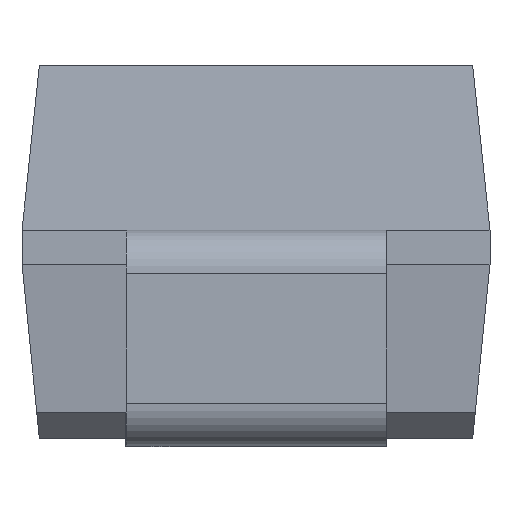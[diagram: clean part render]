
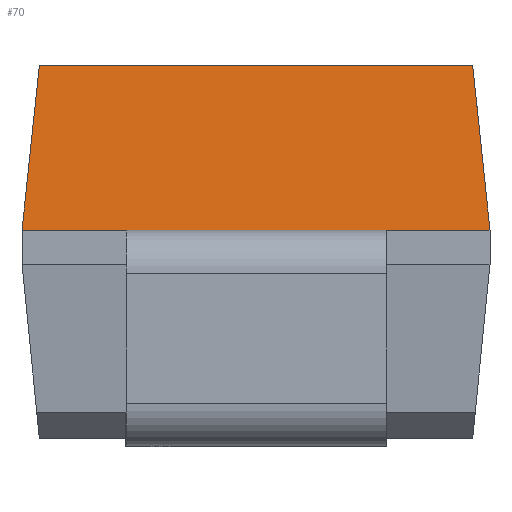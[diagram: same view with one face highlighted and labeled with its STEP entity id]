
A CAD part, left-side view. The second image highlights one B-rep face of the part: STEP entity #70.
In plain terms, the highlighted planar face has unit normal (-0.995, 0, 0.105).
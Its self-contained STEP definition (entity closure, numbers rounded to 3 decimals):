
#20 = DIRECTION ( 'NONE',  ( 0., -1., 0. ) ) ;
#26 = LINE ( 'NONE', #578, #1162 ) ;
#40 = EDGE_LOOP ( 'NONE', ( #131, #672, #1600, #721, #665, #1328 ) ) ;
#70 = ADVANCED_FACE ( 'NONE', ( #1258 ), #648, .T. ) ;
#90 = CARTESIAN_POINT ( 'NONE',  ( -2.05, 1.25, 2.15 ) ) ;
#126 = EDGE_CURVE ( 'NONE', #646, #331, #26, .T. ) ;
#131 = ORIENTED_EDGE ( 'NONE', *, *, #901, .T. ) ;
#228 = CARTESIAN_POINT ( 'NONE',  ( -2.15, 1.35, 1.2 ) ) ;
#235 = EDGE_CURVE ( 'NONE', #331, #510, #1544, .T. ) ;
#263 = CARTESIAN_POINT ( 'NONE',  ( -2.05, 0., 2.15 ) ) ;
#267 = VECTOR ( 'NONE', #20, 1000. ) ;
#331 = VERTEX_POINT ( 'NONE', #897 ) ;
#379 = VERTEX_POINT ( 'NONE', #90 ) ;
#386 = VECTOR ( 'NONE', #1284, 1000. ) ;
#412 = CARTESIAN_POINT ( 'NONE',  ( -2.15, 0., 1.2 ) ) ;
#441 = VECTOR ( 'NONE', #1345, 1000. ) ;
#489 = CARTESIAN_POINT ( 'NONE',  ( -2.15, -1.35, 1.2 ) ) ;
#510 = VERTEX_POINT ( 'NONE', #1422 ) ;
#538 = DIRECTION ( 'NONE',  ( 0., -1., 0. ) ) ;
#548 = LINE ( 'NONE', #1187, #386 ) ;
#578 = CARTESIAN_POINT ( 'NONE',  ( -2.15, 0., 1.2 ) ) ;
#646 = VERTEX_POINT ( 'NONE', #1155 ) ;
#648 = PLANE ( 'NONE',  #1129 ) ;
#665 = ORIENTED_EDGE ( 'NONE', *, *, #1030, .T. ) ;
#672 = ORIENTED_EDGE ( 'NONE', *, *, #126, .T. ) ;
#721 = ORIENTED_EDGE ( 'NONE', *, *, #1360, .F. ) ;
#750 = DIRECTION ( 'NONE',  ( 0., -1., 0. ) ) ;
#768 = LINE ( 'NONE', #1470, #1018 ) ;
#795 = CARTESIAN_POINT ( 'NONE',  ( -2.15, 0.75, 1.2 ) ) ;
#897 = CARTESIAN_POINT ( 'NONE',  ( -2.15, -1.35, 1.2 ) ) ;
#901 = EDGE_CURVE ( 'NONE', #1533, #646, #1609, .T. ) ;
#957 = DIRECTION ( 'NONE',  ( 0.105, 0., 0.995 ) ) ;
#1018 = VECTOR ( 'NONE', #1022, 1000. ) ;
#1022 = DIRECTION ( 'NONE',  ( 0., -1., 0. ) ) ;
#1030 = EDGE_CURVE ( 'NONE', #379, #1400, #548, .T. ) ;
#1054 = DIRECTION ( 'NONE',  ( -0.995, 0., 0.105 ) ) ;
#1129 = AXIS2_PLACEMENT_3D ( 'NONE', #263, #1054, #957 ) ;
#1155 = CARTESIAN_POINT ( 'NONE',  ( -2.15, -0.75, 1.2 ) ) ;
#1162 = VECTOR ( 'NONE', #750, 1000. ) ;
#1187 = CARTESIAN_POINT ( 'NONE',  ( -2.05, 1.25, 2.15 ) ) ;
#1258 = FACE_OUTER_BOUND ( 'NONE', #40, .T. ) ;
#1270 = CARTESIAN_POINT ( 'NONE',  ( -2.15, 0., 1.2 ) ) ;
#1281 = LINE ( 'NONE', #412, #267 ) ;
#1284 = DIRECTION ( 'NONE',  ( -0.104, 0.104, -0.989 ) ) ;
#1328 = ORIENTED_EDGE ( 'NONE', *, *, #1623, .T. ) ;
#1345 = DIRECTION ( 'NONE',  ( 0.104, 0.104, 0.989 ) ) ;
#1360 = EDGE_CURVE ( 'NONE', #379, #510, #768, .T. ) ;
#1400 = VERTEX_POINT ( 'NONE', #228 ) ;
#1422 = CARTESIAN_POINT ( 'NONE',  ( -2.05, -1.25, 2.15 ) ) ;
#1470 = CARTESIAN_POINT ( 'NONE',  ( -2.05, 0., 2.15 ) ) ;
#1533 = VERTEX_POINT ( 'NONE', #795 ) ;
#1544 = LINE ( 'NONE', #489, #441 ) ;
#1570 = VECTOR ( 'NONE', #538, 1000. ) ;
#1600 = ORIENTED_EDGE ( 'NONE', *, *, #235, .T. ) ;
#1609 = LINE ( 'NONE', #1270, #1570 ) ;
#1623 = EDGE_CURVE ( 'NONE', #1400, #1533, #1281, .T. ) ;
